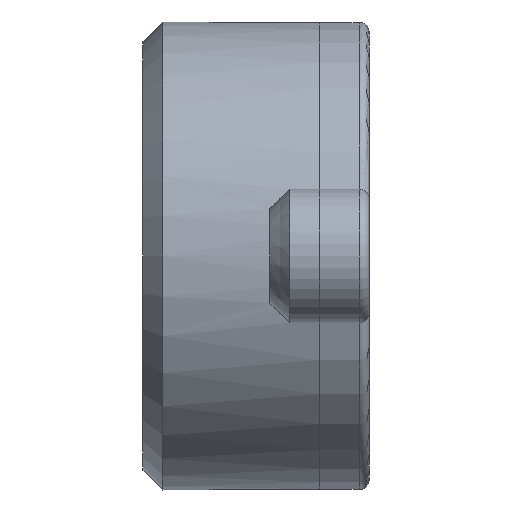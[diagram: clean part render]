
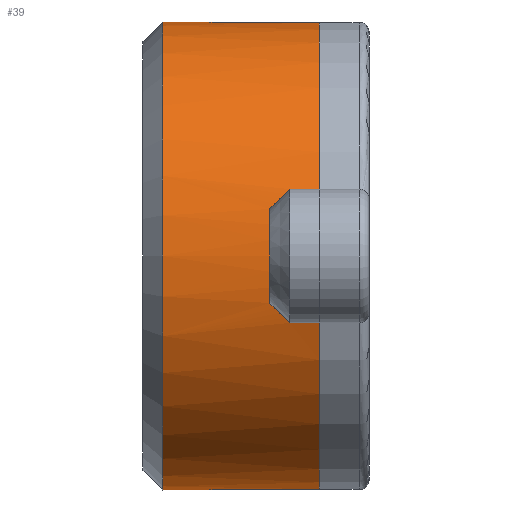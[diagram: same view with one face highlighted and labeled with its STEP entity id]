
A CAD part, left-side view. The second image highlights one B-rep face of the part: STEP entity #39.
In plain terms, the highlighted cylindrical face has radius 23.6 mm (diameter 47.2 mm), a full revolution.
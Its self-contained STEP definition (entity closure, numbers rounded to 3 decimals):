
#39 = ADVANCED_FACE('',(#40),#171,.T.);
#40 = FACE_BOUND('',#41,.F.);
#41 = EDGE_LOOP('',(#42,#52,#59,#60,#69,#78,#86,#95,#103,#112,#121,#130,
    #138,#147,#155,#164));
#42 = ORIENTED_EDGE('',*,*,#43,.F.);
#43 = EDGE_CURVE('',#44,#46,#48,.T.);
#44 = VERTEX_POINT('',#45);
#45 = CARTESIAN_POINT('',(23.6,-2.,0.));
#46 = VERTEX_POINT('',#47);
#47 = CARTESIAN_POINT('',(23.6,-12.8,0.));
#48 = LINE('',#49,#50);
#49 = CARTESIAN_POINT('',(23.6,0.,0.));
#50 = VECTOR('',#51,1.);
#51 = DIRECTION('',(0.,-1.,0.));
#52 = ORIENTED_EDGE('',*,*,#53,.F.);
#53 = EDGE_CURVE('',#44,#44,#54,.T.);
#54 = CIRCLE('',#55,23.6);
#55 = AXIS2_PLACEMENT_3D('',#56,#57,#58);
#56 = CARTESIAN_POINT('',(0.,-2.,0.));
#57 = DIRECTION('',(0.,-1.,0.));
#58 = DIRECTION('',(1.,0.,0.));
#59 = ORIENTED_EDGE('',*,*,#43,.T.);
#60 = ORIENTED_EDGE('',*,*,#61,.T.);
#61 = EDGE_CURVE('',#46,#62,#64,.T.);
#62 = VERTEX_POINT('',#63);
#63 = CARTESIAN_POINT('',(23.118,-12.8,4.744));
#64 = CIRCLE('',#65,23.6);
#65 = AXIS2_PLACEMENT_3D('',#66,#67,#68);
#66 = CARTESIAN_POINT('',(0.,-12.8,0.));
#67 = DIRECTION('',(0.,-1.,0.));
#68 = DIRECTION('',(1.,0.,0.));
#69 = ORIENTED_EDGE('',*,*,#70,.T.);
#70 = EDGE_CURVE('',#62,#71,#73,.T.);
#71 = VERTEX_POINT('',#72);
#72 = CARTESIAN_POINT('',(22.616,-14.8,6.744));
#73 = ELLIPSE('',#74,33.375,23.6);
#74 = AXIS2_PLACEMENT_3D('',#75,#76,#77);
#75 = CARTESIAN_POINT('',(0.,-8.056,0.));
#76 = DIRECTION('',(0.,-0.707,-0.707));
#77 = DIRECTION('',(0.,0.707,-0.707));
#78 = ORIENTED_EDGE('',*,*,#79,.F.);
#79 = EDGE_CURVE('',#80,#71,#82,.T.);
#80 = VERTEX_POINT('',#81);
#81 = CARTESIAN_POINT('',(22.616,-17.8,6.744));
#82 = LINE('',#83,#84);
#83 = CARTESIAN_POINT('',(22.616,-17.8,6.744));
#84 = VECTOR('',#85,1.);
#85 = DIRECTION('',(0.,1.,0.));
#86 = ORIENTED_EDGE('',*,*,#87,.T.);
#87 = EDGE_CURVE('',#80,#88,#90,.T.);
#88 = VERTEX_POINT('',#89);
#89 = CARTESIAN_POINT('',(-22.616,-17.8,6.744));
#90 = CIRCLE('',#91,23.6);
#91 = AXIS2_PLACEMENT_3D('',#92,#93,#94);
#92 = CARTESIAN_POINT('',(0.,-17.8,0.));
#93 = DIRECTION('',(0.,-1.,0.));
#94 = DIRECTION('',(1.,0.,0.));
#95 = ORIENTED_EDGE('',*,*,#96,.T.);
#96 = EDGE_CURVE('',#88,#97,#99,.T.);
#97 = VERTEX_POINT('',#98);
#98 = CARTESIAN_POINT('',(-22.616,-14.8,6.744));
#99 = LINE('',#100,#101);
#100 = CARTESIAN_POINT('',(-22.616,-17.8,6.744));
#101 = VECTOR('',#102,1.);
#102 = DIRECTION('',(0.,1.,0.));
#103 = ORIENTED_EDGE('',*,*,#104,.F.);
#104 = EDGE_CURVE('',#105,#97,#107,.T.);
#105 = VERTEX_POINT('',#106);
#106 = CARTESIAN_POINT('',(-23.118,-12.8,4.744));
#107 = ELLIPSE('',#108,33.375,23.6);
#108 = AXIS2_PLACEMENT_3D('',#109,#110,#111);
#109 = CARTESIAN_POINT('',(0.,-8.056,0.));
#110 = DIRECTION('',(0.,0.707,0.707));
#111 = DIRECTION('',(0.,0.707,-0.707));
#112 = ORIENTED_EDGE('',*,*,#113,.T.);
#113 = EDGE_CURVE('',#105,#114,#116,.T.);
#114 = VERTEX_POINT('',#115);
#115 = CARTESIAN_POINT('',(-23.118,-12.8,-4.744));
#116 = CIRCLE('',#117,23.6);
#117 = AXIS2_PLACEMENT_3D('',#118,#119,#120);
#118 = CARTESIAN_POINT('',(0.,-12.8,0.)
  );
#119 = DIRECTION('',(0.,-1.,0.));
#120 = DIRECTION('',(1.,0.,0.));
#121 = ORIENTED_EDGE('',*,*,#122,.T.);
#122 = EDGE_CURVE('',#114,#123,#125,.T.);
#123 = VERTEX_POINT('',#124);
#124 = CARTESIAN_POINT('',(-22.616,-14.8,-6.744));
#125 = ELLIPSE('',#126,33.375,23.6);
#126 = AXIS2_PLACEMENT_3D('',#127,#128,#129);
#127 = CARTESIAN_POINT('',(0.,-8.056,0.));
#128 = DIRECTION('',(0.,-0.707,0.707)
  );
#129 = DIRECTION('',(0.,0.707,0.707)
  );
#130 = ORIENTED_EDGE('',*,*,#131,.F.);
#131 = EDGE_CURVE('',#132,#123,#134,.T.);
#132 = VERTEX_POINT('',#133);
#133 = CARTESIAN_POINT('',(-22.616,-17.8,-6.744));
#134 = LINE('',#135,#136);
#135 = CARTESIAN_POINT('',(-22.616,-17.8,-6.744));
#136 = VECTOR('',#137,1.);
#137 = DIRECTION('',(0.,1.,0.));
#138 = ORIENTED_EDGE('',*,*,#139,.T.);
#139 = EDGE_CURVE('',#132,#140,#142,.T.);
#140 = VERTEX_POINT('',#141);
#141 = CARTESIAN_POINT('',(22.616,-17.8,-6.744));
#142 = CIRCLE('',#143,23.6);
#143 = AXIS2_PLACEMENT_3D('',#144,#145,#146);
#144 = CARTESIAN_POINT('',(0.,-17.8,0.));
#145 = DIRECTION('',(0.,-1.,0.));
#146 = DIRECTION('',(1.,0.,0.));
#147 = ORIENTED_EDGE('',*,*,#148,.T.);
#148 = EDGE_CURVE('',#140,#149,#151,.T.);
#149 = VERTEX_POINT('',#150);
#150 = CARTESIAN_POINT('',(22.616,-14.8,-6.744));
#151 = LINE('',#152,#153);
#152 = CARTESIAN_POINT('',(22.616,-17.8,-6.744));
#153 = VECTOR('',#154,1.);
#154 = DIRECTION('',(0.,1.,0.));
#155 = ORIENTED_EDGE('',*,*,#156,.F.);
#156 = EDGE_CURVE('',#157,#149,#159,.T.);
#157 = VERTEX_POINT('',#158);
#158 = CARTESIAN_POINT('',(23.118,-12.8,-4.744));
#159 = ELLIPSE('',#160,33.375,23.6);
#160 = AXIS2_PLACEMENT_3D('',#161,#162,#163);
#161 = CARTESIAN_POINT('',(0.,-8.056,0.));
#162 = DIRECTION('',(0.,0.707,-0.707)
  );
#163 = DIRECTION('',(0.,0.707,0.707));
#164 = ORIENTED_EDGE('',*,*,#165,.T.);
#165 = EDGE_CURVE('',#157,#46,#166,.T.);
#166 = CIRCLE('',#167,23.6);
#167 = AXIS2_PLACEMENT_3D('',#168,#169,#170);
#168 = CARTESIAN_POINT('',(0.,-12.8,0.)
  );
#169 = DIRECTION('',(0.,-1.,0.));
#170 = DIRECTION('',(1.,0.,0.));
#171 = CYLINDRICAL_SURFACE('',#172,23.6);
#172 = AXIS2_PLACEMENT_3D('',#173,#174,#175);
#173 = CARTESIAN_POINT('',(0.,0.,0.));
#174 = DIRECTION('',(0.,1.,0.));
#175 = DIRECTION('',(1.,0.,0.));
